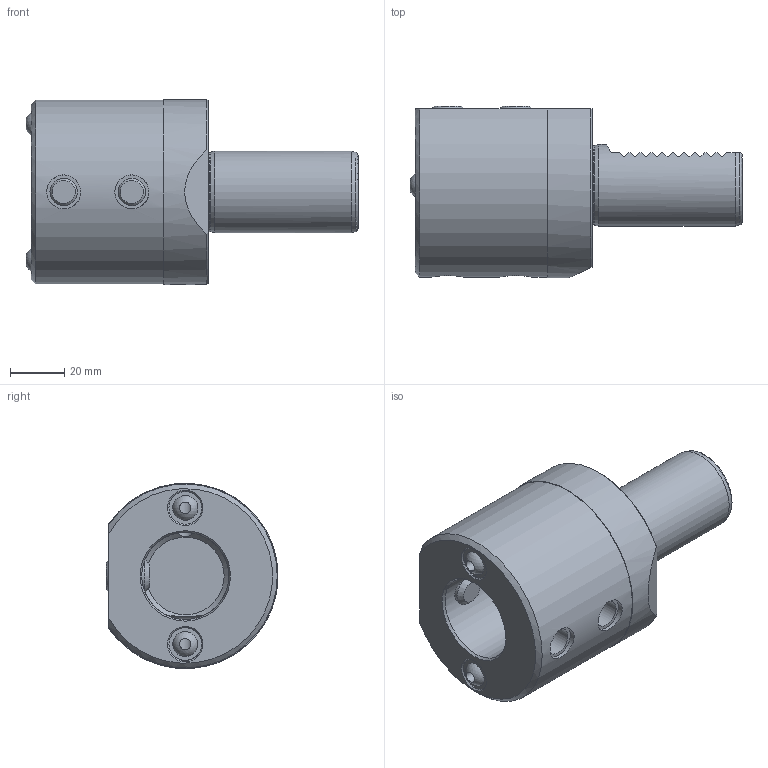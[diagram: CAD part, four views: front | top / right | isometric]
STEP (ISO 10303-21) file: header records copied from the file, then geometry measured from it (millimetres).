
FILE_DESCRIPTION(/* description */ (''),/* implementation_level */ '2;1');
FILE_NAME(/* name */ '30_32_290_2.stp',/* time_stamp */ '2021-10-06T11:22:50+02:00',/* author */ ('cad'),/* organization */ (''),/* preprocessor_version */ 'ST-DEVELOPER v18.1',/* originating_system */ 'Autodesk Inventor 2021',/* authorisation */ '');
FILE_SCHEMA (('AUTOMOTIVE_DESIGN { 1 0 10303 214 3 1 1 }'));
Length unit declared in the file: inch
Products named in the file (1): 30_32_290_2_Shrinkwrap_1
Bounding box: 121.85 x 63.07 x 67.96 mm (x, y, z)
Volume: 203062.6 mm3; surface area: 37092.9 mm2
Topology: 1 solids, 1 shells, 148 faces, 425 edges, 294 vertices
Faces by surface type: plane 68, cylinder 41, cone 27, sphere 8, torus 4
Full cylindrical faces by diameter (mm): 4.134 x2, 5 x1, 5.7 x4, 5.97 x2, 7.7 x1, 7.95 x2, 8 x1, 9 x2, 10.106 x2, 12 x4, 12.5 x2, 14 x1, 29.1 x1, 30 x1, 32 x1
Entity records: 5801 total; most frequent: CARTESIAN_POINT 1656, ORIENTED_EDGE 836, DIRECTION 824, EDGE_CURVE 418, AXIS2_PLACEMENT_3D 334, VERTEX_POINT 294, EDGE_LOOP 180, LINE 156
